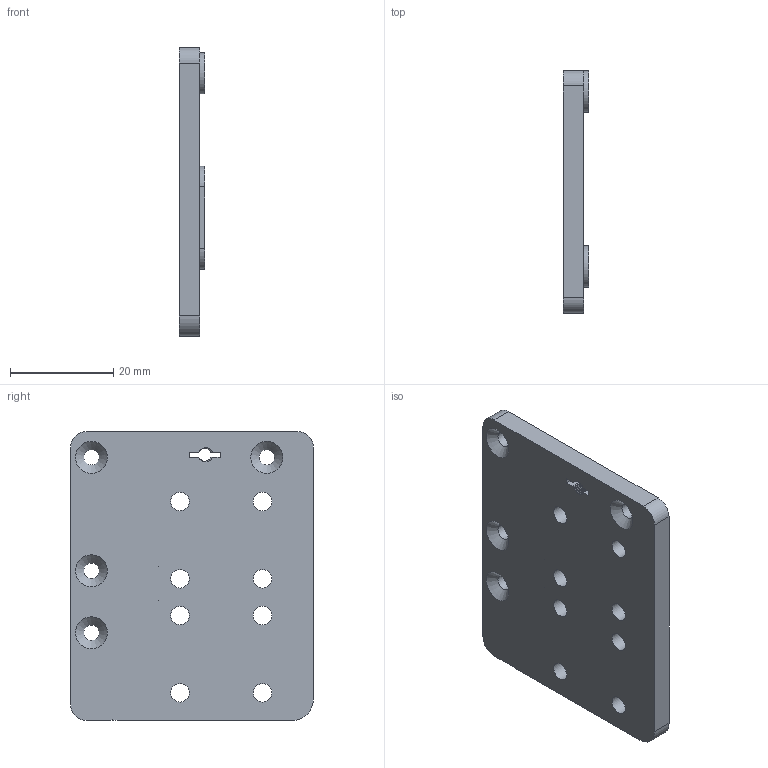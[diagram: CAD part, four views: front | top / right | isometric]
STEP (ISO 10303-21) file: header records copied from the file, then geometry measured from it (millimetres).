
FILE_DESCRIPTION(/* description */ (''),/* implementation_level */ '2;1');
FILE_NAME(/* name */ 'rTap Hemera Frontplate Low Profile.step',/* time_stamp */ '2023-12-13T11:31:18Z',/* author */ (''),/* organization */ (''),/* preprocessor_version */ 'ST-DEVELOPER v20',/* originating_system */ 'Autodesk Translation Framework v12.14.0.127',/* authorisation */ '');
FILE_SCHEMA (('AUTOMOTIVE_DESIGN { 1 0 10303 214 3 1 1 }'));
Length unit declared in the file: millimetre
Products named in the file (1): rTap Hemera Frontplate Low Profile
Bounding box: 5 x 47 x 56 mm (x, y, z)
Volume: 10058.6 mm3; surface area: 6457 mm2
Topology: 1 solids, 1 shells, 109 faces, 298 edges, 195 vertices
Faces by surface type: cylinder 44, plane 29, bspline 22, cone 14
Full cylindrical faces by diameter (mm): 3 x4, 3.6 x8, 4 x1, 8 x2
Entity records: 4663 total; most frequent: CARTESIAN_POINT 1995, ORIENTED_EDGE 596, DIRECTION 451, EDGE_CURVE 298, VERTEX_POINT 195, AXIS2_PLACEMENT_3D 157, EDGE_LOOP 139, LINE 137
